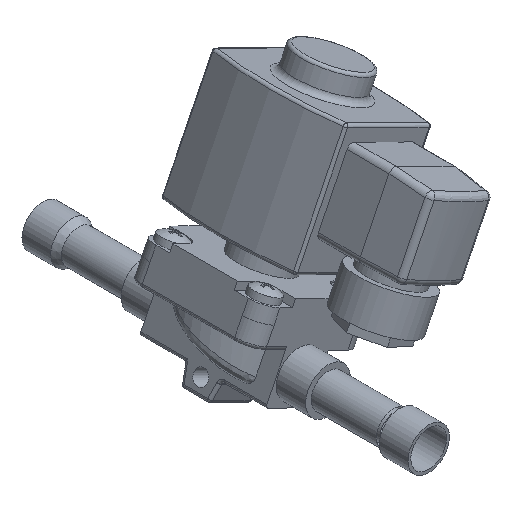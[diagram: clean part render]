
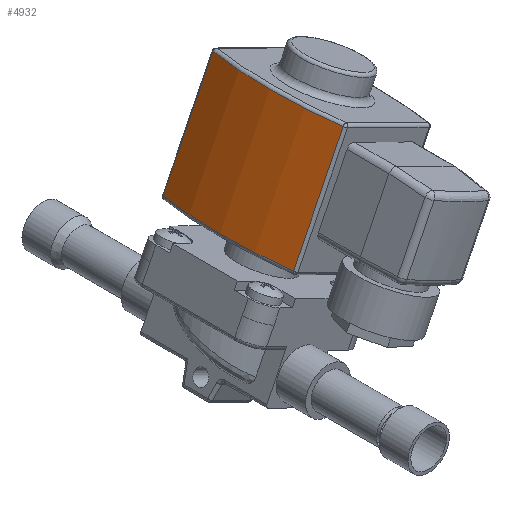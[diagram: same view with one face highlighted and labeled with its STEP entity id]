
A CAD part, isometric view. The second image highlights one B-rep face of the part: STEP entity #4932.
In plain terms, the highlighted cylindrical face has radius 82 mm (diameter 164 mm), a partial arc.
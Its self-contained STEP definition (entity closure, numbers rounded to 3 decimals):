
#385=LINE('',#9292,#715);
#388=LINE('',#9299,#718);
#715=VECTOR('',#6883,1000.);
#718=VECTOR('',#6890,1000.);
#879=CYLINDRICAL_SURFACE('',#5550,82.);
#1178=FACE_OUTER_BOUND('',#1493,.T.);
#1493=EDGE_LOOP('',(#4266,#4267,#4268,#4269));
#1824=CIRCLE('',#5492,82.);
#1846=CIRCLE('',#5528,82.);
#2288=VERTEX_POINT('',#9266);
#2291=VERTEX_POINT('',#9271);
#2297=VERTEX_POINT('',#9290);
#2298=VERTEX_POINT('',#9295);
#2958=EDGE_CURVE('',#2288,#2291,#1824,.T.);
#2967=EDGE_CURVE('',#2291,#2297,#385,.T.);
#2971=EDGE_CURVE('',#2298,#2288,#388,.T.);
#2992=EDGE_CURVE('',#2297,#2298,#1846,.T.);
#4266=ORIENTED_EDGE('',*,*,#2971,.T.);
#4267=ORIENTED_EDGE('',*,*,#2958,.T.);
#4268=ORIENTED_EDGE('',*,*,#2967,.T.);
#4269=ORIENTED_EDGE('',*,*,#2992,.T.);
#4932=ADVANCED_FACE('',(#1178),#879,.T.);
#5492=AXIS2_PLACEMENT_3D('',#9273,#6859,#6860);
#5528=AXIS2_PLACEMENT_3D('',#9338,#6943,#6944);
#5550=AXIS2_PLACEMENT_3D('',#9373,#6991,#6992);
#6859=DIRECTION('center_axis',(0.444,0.,0.896));
#6860=DIRECTION('ref_axis',(0.,-1.,0.));
#6883=DIRECTION('',(0.444,0.,0.896));
#6890=DIRECTION('',(-0.444,0.,-0.896));
#6943=DIRECTION('center_axis',(-0.444,0.,
-0.896));
#6944=DIRECTION('ref_axis',(0.,-1.,0.));
#6991=DIRECTION('center_axis',(0.444,0.,0.896));
#6992=DIRECTION('ref_axis',(0.,-1.,0.));
#9266=CARTESIAN_POINT('',(-2.085,-31.812,76.449));
#9271=CARTESIAN_POINT('',(-2.085,-78.38,76.449));
#9273=CARTESIAN_POINT('Origin',(68.362,-55.096,41.535));
#9290=CARTESIAN_POINT('',(15.678,-78.38,112.289));
#9292=CARTESIAN_POINT('',(-2.529,-78.38,75.553));
#9295=CARTESIAN_POINT('',(15.678,-31.812,112.289));
#9299=CARTESIAN_POINT('',(-2.529,-31.812,75.553));
#9338=CARTESIAN_POINT('Origin',(86.125,-55.096,77.375));
#9373=CARTESIAN_POINT('Origin',(67.918,-55.096,40.639));
